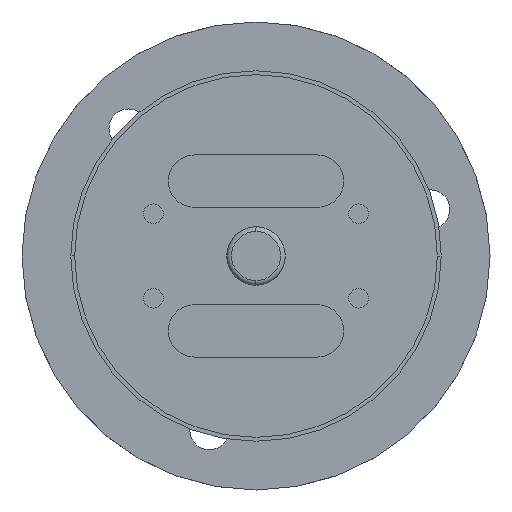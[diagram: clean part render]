
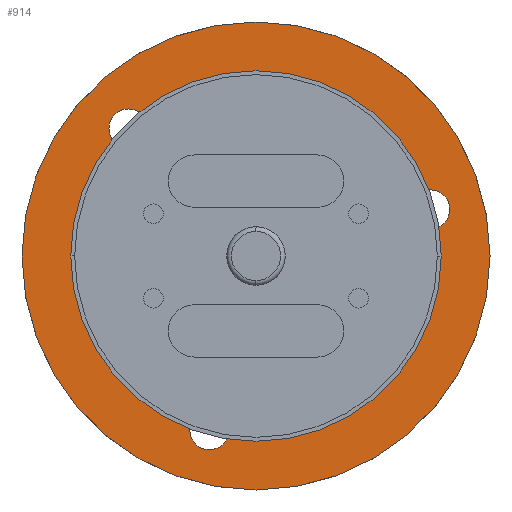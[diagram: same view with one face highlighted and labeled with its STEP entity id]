
A CAD part, left-side view. The second image highlights one B-rep face of the part: STEP entity #914.
In plain terms, the highlighted planar face has unit normal (-1, 0, 0).
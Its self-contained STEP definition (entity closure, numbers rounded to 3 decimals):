
#454=CARTESIAN_POINT('POINT20',(1.5,-4.,0.));
#455=VERTEX_POINT('VERTEX20',#454);
#463=CARTESIAN_POINT('POINT21',(1.5,4.,0.));
#464=VERTEX_POINT('VERTEX21',#463);
#471=CARTESIAN_POINT('POS41',(1.5,0.,0.));
#472=DIRECTION('DIR71',(-1.,0.,0.));
#473=DIRECTION('DIR72',(0.,1.,0.));
#474=AXIS2_PLACEMENT_3D('AXIS31',#471,#472,#473);
#475=CIRCLE('ELLIPSE21',#474,4.);
#476=EDGE_CURVE('EDGE33',#464,#455,#475,.T.);
#489=CARTESIAN_POINT('POS43',(1.5,0.,0.));
#490=DIRECTION('DIR75',(-1.,0.,0.));
#491=DIRECTION('DIR76',(0.,1.,0.));
#492=AXIS2_PLACEMENT_3D('AXIS33',#489,#490,#491);
#493=CIRCLE('ELLIPSE22',#492,4.);
#494=EDGE_CURVE('EDGE34',#455,#464,#493,.T.);
#501=CARTESIAN_POINT('POINT23',(1.5,-3.143,
   6.322));
#502=VERTEX_POINT('VERTEX23',#501);
#517=CARTESIAN_POINT('POINT25',(1.5,-0.439,
   7.047));
#518=VERTEX_POINT('VERTEX25',#517);
#525=CARTESIAN_POINT('POS47',(1.5,-2.467,
   6.503));
#526=DIRECTION('DIR80',(0.,-0.966,
   -0.259));
#527=VECTOR('VEC14',#526,1.);
#528=LINE('STRAIGHT14',#525,#527);
#529=EDGE_CURVE('EDGE38',#502,#518,#528,.F.);
#541=CARTESIAN_POINT('POINT27',(1.5,-3.903,
   -5.883));
#542=VERTEX_POINT('VERTEX27',#541);
#557=CARTESIAN_POINT('POINT29',(1.5,-5.883,
   -3.903));
#558=VERTEX_POINT('VERTEX29',#557);
#565=CARTESIAN_POINT('POS52',(1.5,-4.398,
   -5.388));
#566=DIRECTION('DIR86',(0.,0.707,
   -0.707));
#567=VECTOR('VEC18',#566,1.);
#568=LINE('STRAIGHT18',#565,#567);
#569=EDGE_CURVE('EDGE42',#542,#558,#568,.F.);
#719=CARTESIAN_POINT('POINT40',(1.5,7.047,
   -0.439));
#720=VERTEX_POINT('VERTEX40',#719);
#728=CARTESIAN_POINT('POINT41',(1.5,6.322,
   -3.143));
#729=VERTEX_POINT('VERTEX41',#728);
#736=CARTESIAN_POINT('POS72',(1.5,6.865,
   -1.115));
#737=DIRECTION('DIR114',(0.,0.259,
   0.966));
#738=VECTOR('VEC30',#737,1.);
#739=LINE('STRAIGHT30',#736,#738);
#740=EDGE_CURVE('EDGE59',#720,#729,#739,.F.);
#750=CARTESIAN_POINT('POINT42',(1.5,-8.935,
   1.394));
#751=VERTEX_POINT('VERTEX42',#750);
#752=CARTESIAN_POINT('POINT43',(1.5,-8.935,
   3.394));
#753=VERTEX_POINT('VERTEX43',#752);
#754=CARTESIAN_POINT('POS74',(1.5,-8.935,
   2.394));
#755=DIRECTION('DIR117',(-1.,0.,0.));
#756=DIRECTION('DIR118',(0.,0.,1.));
#757=AXIS2_PLACEMENT_3D('AXIS44',#754,#755,#756);
#758=CIRCLE('ELLIPSE28',#757,1.);
#759=EDGE_CURVE('EDGE60',#751,#753,#758,.T.);
#760=ORIENTED_EDGE('COEDGE97',*,*,#759,.F.);
#761=CARTESIAN_POINT('POS75',(1.5,-8.935,
   2.394));
#762=DIRECTION('DIR119',(-1.,0.,0.));
#763=DIRECTION('DIR120',(0.,0.,1.));
#764=AXIS2_PLACEMENT_3D('AXIS45',#761,#762,#763);
#765=CIRCLE('ELLIPSE29',#764,1.);
#766=EDGE_CURVE('EDGE61',#753,#751,#765,.T.);
#767=ORIENTED_EDGE('COEDGE98',*,*,#766,.F.);
#768=EDGE_LOOP('NONE',(#760,#767));
#769=FACE_BOUND('LOOP1',#768,.T.);
#770=CARTESIAN_POINT('POINT44',(1.5,2.394,
   -9.935));
#771=VERTEX_POINT('VERTEX44',#770);
#772=CARTESIAN_POINT('POINT45',(1.5,2.394,
   -7.935));
#773=VERTEX_POINT('VERTEX45',#772);
#774=CARTESIAN_POINT('POS76',(1.5,2.394,
   -8.935));
#775=DIRECTION('DIR121',(-1.,0.,0.));
#776=DIRECTION('DIR122',(0.,0.,1.));
#777=AXIS2_PLACEMENT_3D('AXIS46',#774,#775,#776);
#778=CIRCLE('ELLIPSE30',#777,1.);
#779=EDGE_CURVE('EDGE62',#771,#773,#778,.T.);
#780=ORIENTED_EDGE('COEDGE99',*,*,#779,.F.);
#781=CARTESIAN_POINT('POS77',(1.5,2.394,
   -8.935));
#782=DIRECTION('DIR123',(-1.,0.,0.));
#783=DIRECTION('DIR124',(0.,0.,1.));
#784=AXIS2_PLACEMENT_3D('AXIS47',#781,#782,#783);
#785=CIRCLE('ELLIPSE31',#784,1.);
#786=EDGE_CURVE('EDGE63',#773,#771,#785,.T.);
#787=ORIENTED_EDGE('COEDGE100',*,*,#786,.F.);
#788=EDGE_LOOP('NONE',(#780,#787));
#789=FACE_BOUND('LOOP1',#788,.T.);
#790=CARTESIAN_POINT('POINT46',(1.5,-12.,
   0.));
#791=VERTEX_POINT('VERTEX46',#790);
#792=CARTESIAN_POINT('POINT47',(1.5,12.,0.)
   );
#793=VERTEX_POINT('VERTEX47',#792);
#794=CARTESIAN_POINT('POS78',(1.5,0.,0.));
#795=DIRECTION('DIR125',(-1.,0.,0.));
#796=DIRECTION('DIR126',(0.,1.,0.));
#797=AXIS2_PLACEMENT_3D('AXIS48',#794,#795,#796);
#798=CIRCLE('ELLIPSE32',#797,12.);
#799=EDGE_CURVE('EDGE64',#791,#793,#798,.T.);
#800=ORIENTED_EDGE('COEDGE101',*,*,#799,.T.);
#801=CARTESIAN_POINT('POS79',(1.5,0.,0.));
#802=DIRECTION('DIR127',(-1.,0.,0.));
#803=DIRECTION('DIR128',(0.,1.,0.));
#804=AXIS2_PLACEMENT_3D('AXIS49',#801,#802,#803);
#805=CIRCLE('ELLIPSE33',#804,12.);
#806=EDGE_CURVE('EDGE65',#793,#791,#805,.T.);
#807=ORIENTED_EDGE('COEDGE102',*,*,#806,.T.);
#808=EDGE_LOOP('NONE',(#800,#807));
#809=FACE_BOUND('LOOP1',#808,.T.);
#810=CARTESIAN_POINT('POINT48',(1.5,6.541,
   5.541));
#811=VERTEX_POINT('VERTEX48',#810);
#812=CARTESIAN_POINT('POINT49',(1.5,6.541,
   7.541));
#813=VERTEX_POINT('VERTEX49',#812);
#814=CARTESIAN_POINT('POS80',(1.5,6.541,
   6.541));
#815=DIRECTION('DIR129',(-1.,0.,0.));
#816=DIRECTION('DIR130',(0.,0.,1.));
#817=AXIS2_PLACEMENT_3D('AXIS50',#814,#815,#816);
#818=CIRCLE('ELLIPSE34',#817,1.);
#819=EDGE_CURVE('EDGE66',#811,#813,#818,.T.);
#820=ORIENTED_EDGE('COEDGE103',*,*,#819,.F.);
#821=CARTESIAN_POINT('POS81',(1.5,6.541,
   6.541));
#822=DIRECTION('DIR131',(-1.,0.,0.));
#823=DIRECTION('DIR132',(0.,0.,1.));
#824=AXIS2_PLACEMENT_3D('AXIS51',#821,#822,#823);
#825=CIRCLE('ELLIPSE35',#824,1.);
#826=EDGE_CURVE('EDGE67',#813,#811,#825,.T.);
#827=ORIENTED_EDGE('COEDGE104',*,*,#826,.F.);
#828=EDGE_LOOP('NONE',(#820,#827));
#829=FACE_BOUND('LOOP1',#828,.T.);
#830=ORIENTED_EDGE('COEDGE105',*,*,#494,.F.);
#831=ORIENTED_EDGE('COEDGE106',*,*,#476,.F.);
#832=EDGE_LOOP('NONE',(#830,#831));
#833=FACE_BOUND('LOOP1',#832,.T.);
#834=ORIENTED_EDGE('COEDGE107',*,*,#569,.T.);
#835=CARTESIAN_POINT('POINT50',(1.5,-6.944,
   -4.964));
#836=VERTEX_POINT('VERTEX50',#835);
#837=CARTESIAN_POINT('POS82',(1.5,-3.437,
   -1.457));
#838=DIRECTION('DIR133',(0.,0.707,
   0.707));
#839=VECTOR('VEC31',#838,1.);
#840=LINE('STRAIGHT31',#837,#839);
#841=EDGE_CURVE('EDGE68',#558,#836,#840,.F.);
#842=ORIENTED_EDGE('COEDGE108',*,*,#841,.T.);
#843=CARTESIAN_POINT('POINT51',(1.5,-4.964,
   -6.944));
#844=VERTEX_POINT('VERTEX51',#843);
#845=CARTESIAN_POINT('POS83',(1.5,-6.449,
   -5.459));
#846=DIRECTION('DIR134',(0.,-0.707,
   0.707));
#847=VECTOR('VEC32',#846,1.);
#848=LINE('STRAIGHT32',#845,#847);
#849=EDGE_CURVE('EDGE69',#836,#844,#848,.F.);
#850=ORIENTED_EDGE('COEDGE109',*,*,#849,.T.);
#851=CARTESIAN_POINT('POS84',(1.5,-1.987,
   -3.967));
#852=DIRECTION('DIR135',(0.,-0.707,
   -0.707));
#853=VECTOR('VEC33',#852,1.);
#854=LINE('STRAIGHT33',#851,#853);
#855=EDGE_CURVE('EDGE70',#844,#542,#854,.F.);
#856=ORIENTED_EDGE('COEDGE110',*,*,#855,.T.);
#857=EDGE_LOOP('NONE',(#834,#842,#850,#856));
#858=FACE_BOUND('LOOP1',#857,.T.);
#859=ORIENTED_EDGE('COEDGE111',*,*,#529,.T.);
#860=CARTESIAN_POINT('POINT52',(1.5,-0.827,
   8.495));
#861=VERTEX_POINT('VERTEX52',#860);
#862=CARTESIAN_POINT('POS85',(1.5,0.457,
   3.704));
#863=DIRECTION('DIR136',(0.,0.259,
   -0.966));
#864=VECTOR('VEC34',#863,1.);
#865=LINE('STRAIGHT34',#862,#864);
#866=EDGE_CURVE('EDGE71',#518,#861,#865,.F.);
#867=ORIENTED_EDGE('COEDGE112',*,*,#866,.T.);
#868=CARTESIAN_POINT('POINT53',(1.5,-3.532,
   7.771));
#869=VERTEX_POINT('VERTEX53',#868);
#870=CARTESIAN_POINT('POS86',(1.5,-1.503,
   8.314));
#871=DIRECTION('DIR137',(0.,0.966,
   0.259));
#872=VECTOR('VEC35',#871,1.);
#873=LINE('STRAIGHT35',#870,#872);
#874=EDGE_CURVE('EDGE72',#861,#869,#873,.F.);
#875=ORIENTED_EDGE('COEDGE113',*,*,#874,.T.);
#876=CARTESIAN_POINT('POS87',(1.5,-2.442,
   3.704));
#877=DIRECTION('DIR138',(0.,-0.259,
   0.966));
#878=VECTOR('VEC36',#877,1.);
#879=LINE('STRAIGHT36',#876,#878);
#880=EDGE_CURVE('EDGE73',#869,#502,#879,.F.);
#881=ORIENTED_EDGE('COEDGE114',*,*,#880,.T.);
#882=EDGE_LOOP('NONE',(#859,#867,#875,#881));
#883=FACE_BOUND('LOOP1',#882,.T.);
#884=ORIENTED_EDGE('COEDGE115',*,*,#740,.T.);
#885=CARTESIAN_POINT('POINT54',(1.5,7.771,
   -3.532));
#886=VERTEX_POINT('VERTEX54',#885);
#887=CARTESIAN_POINT('POS88',(1.5,2.98,
   -2.248));
#888=DIRECTION('DIR139',(0.,-0.966,
   0.259));
#889=VECTOR('VEC37',#888,1.);
#890=LINE('STRAIGHT37',#887,#889);
#891=EDGE_CURVE('EDGE74',#729,#886,#890,.F.);
#892=ORIENTED_EDGE('COEDGE116',*,*,#891,.T.);
#893=CARTESIAN_POINT('POINT55',(1.5,8.495,
   -0.827));
#894=VERTEX_POINT('VERTEX55',#893);
#895=CARTESIAN_POINT('POS89',(1.5,7.952,
   -2.855));
#896=DIRECTION('DIR140',(0.,-0.259,
   -0.966));
#897=VECTOR('VEC38',#896,1.);
#898=LINE('STRAIGHT38',#895,#897);
#899=EDGE_CURVE('EDGE75',#886,#894,#898,.F.);
#900=ORIENTED_EDGE('COEDGE117',*,*,#899,.T.);
#901=CARTESIAN_POINT('POS90',(1.5,4.429,
   0.263));
#902=DIRECTION('DIR141',(0.,0.966,
   -0.259));
#903=VECTOR('VEC39',#902,1.);
#904=LINE('STRAIGHT39',#901,#903);
#905=EDGE_CURVE('EDGE76',#894,#720,#904,.F.);
#906=ORIENTED_EDGE('COEDGE118',*,*,#905,.T.);
#907=EDGE_LOOP('NONE',(#884,#892,#900,#906));
#908=FACE_BOUND('LOOP1',#907,.T.);
#909=CARTESIAN_POINT('POS91',(1.5,0.,0.));
#910=DIRECTION('DIR142',(-1.,0.,0.));
#911=DIRECTION('DIR143',(0.,1.,0.));
#912=AXIS2_PLACEMENT_3D('AXIS52',#909,#910,#911);
#913=PLANE('PLANE9',#912);
#914=ADVANCED_FACE('FACE27',(#769,#789,#809,#829,#833,#858,#883,#908),
   #913,.T.);
